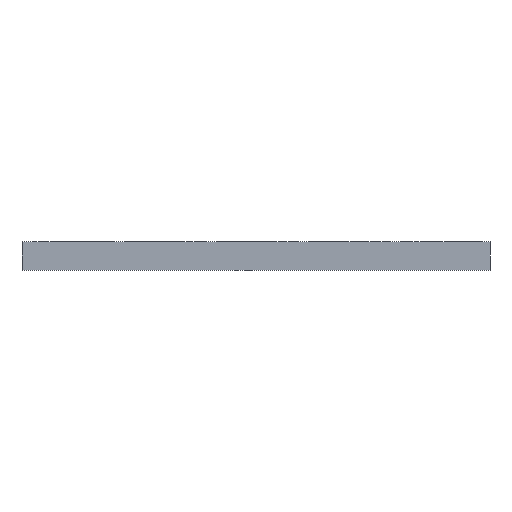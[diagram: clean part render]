
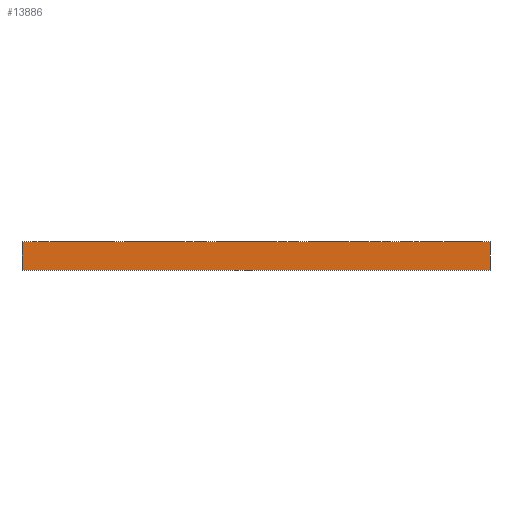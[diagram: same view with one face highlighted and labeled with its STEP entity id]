
A CAD part, front view. The second image highlights one B-rep face of the part: STEP entity #13886.
In plain terms, the highlighted planar face has unit normal (0, -1, 0).
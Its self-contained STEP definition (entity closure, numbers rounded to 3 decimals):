
#225=PLANE('',#15843);
#960=LINE('',#27825,#1697);
#961=LINE('',#27828,#1698);
#962=LINE('',#27830,#1699);
#963=LINE('',#27831,#1700);
#1697=VECTOR('',#20439,10.);
#1698=VECTOR('',#20442,10.);
#1699=VECTOR('',#20443,10.);
#1700=VECTOR('',#20444,10.);
#3505=FACE_OUTER_BOUND('',#4461,.T.);
#4461=EDGE_LOOP('',(#12743,#12744,#12745,#12746));
#6669=VERTEX_POINT('',#27821);
#6670=VERTEX_POINT('',#27823);
#6671=VERTEX_POINT('',#27827);
#6672=VERTEX_POINT('',#27829);
#8704=EDGE_CURVE('',#6669,#6670,#960,.T.);
#8705=EDGE_CURVE('',#6671,#6669,#961,.T.);
#8706=EDGE_CURVE('',#6672,#6670,#962,.T.);
#8707=EDGE_CURVE('',#6671,#6672,#963,.T.);
#12743=ORIENTED_EDGE('',*,*,#8705,.T.);
#12744=ORIENTED_EDGE('',*,*,#8704,.T.);
#12745=ORIENTED_EDGE('',*,*,#8706,.F.);
#12746=ORIENTED_EDGE('',*,*,#8707,.F.);
#13886=ADVANCED_FACE('',(#3505),#225,.T.);
#15843=AXIS2_PLACEMENT_3D('',#27826,#20440,#20441);
#20439=DIRECTION('',(0.,0.,1.));
#20440=DIRECTION('center_axis',(0.,-1.,0.));
#20441=DIRECTION('ref_axis',(1.,0.,0.));
#20442=DIRECTION('',(1.,0.,0.));
#20443=DIRECTION('',(1.,0.,0.));
#20444=DIRECTION('',(0.,0.,1.));
#27821=CARTESIAN_POINT('',(280.,0.,0.));
#27823=CARTESIAN_POINT('',(280.,0.,17.));
#27825=CARTESIAN_POINT('',(280.,0.,0.));
#27826=CARTESIAN_POINT('Origin',(0.,0.,0.));
#27827=CARTESIAN_POINT('',(0.,0.,0.));
#27828=CARTESIAN_POINT('',(0.,0.,0.));
#27829=CARTESIAN_POINT('',(0.,0.,17.));
#27830=CARTESIAN_POINT('',(0.,0.,17.));
#27831=CARTESIAN_POINT('',(0.,0.,0.));
